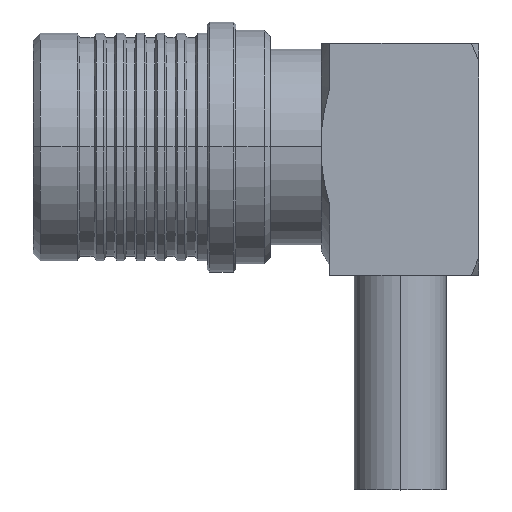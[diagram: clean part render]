
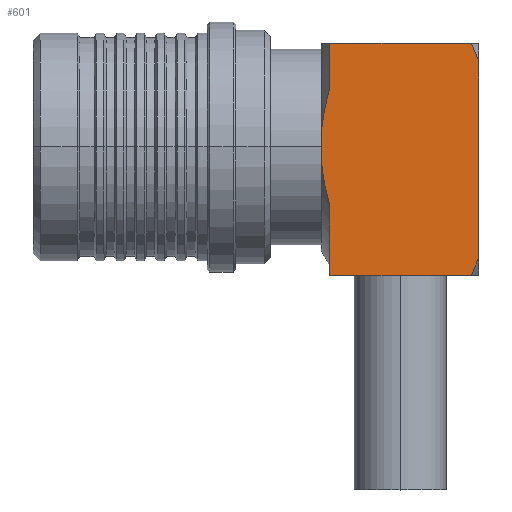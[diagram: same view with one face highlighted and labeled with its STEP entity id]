
A CAD part, top view. The second image highlights one B-rep face of the part: STEP entity #601.
In plain terms, the highlighted planar face has unit normal (0, 0, 1).
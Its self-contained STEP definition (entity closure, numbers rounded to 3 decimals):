
#233 = LINE ( 'NONE', #353, #5803 ) ;
#245 = LINE ( 'NONE', #383, #5812 ) ;
#353 = CARTESIAN_POINT ( 'NONE',  ( 8.7, 4.35, 4.35 ) ) ;
#354 = DIRECTION ( 'NONE',  ( 0., -1., 0. ) ) ;
#355 = CARTESIAN_POINT ( 'NONE',  ( 8.7, -4.657, 4.35 ) ) ;
#356 = CARTESIAN_POINT ( 'NONE',  ( 8.601, -4.907, 4.35 ) ) ;
#357 = CARTESIAN_POINT ( 'NONE',  ( 8.498, -5.154, 4.35 ) ) ;
#358 = CARTESIAN_POINT ( 'NONE',  ( 8.392, -5.4, 4.35 ) ) ;
#383 = CARTESIAN_POINT ( 'NONE',  ( 2.45, 4.35, 4.35 ) ) ;
#384 = DIRECTION ( 'NONE',  ( 0., -1., 0. ) ) ;
#511 = EDGE_LOOP ( 'NONE', ( #1831, #1834, #1835, #1833, #1836, #1838, #1839, #1837, #1840, #1841 ) ) ;
#594 = EDGE_CURVE ( 'NONE', #2416, #2203, #3762, .T. ) ;
#601 = ADVANCED_FACE ( 'NONE', ( #3770 ), #1650, .T. ) ;
#619 = EDGE_CURVE ( 'NONE', #2407, #2219, #702, .T. ) ;
#622 = EDGE_CURVE ( 'NONE', #2400, #2358, #703, .T. ) ;
#632 = EDGE_CURVE ( 'NONE', #2416, #2407, #3797, .T. ) ;
#634 = EDGE_CURVE ( 'NONE', #2203, #2418, #1718, .T. ) ;
#635 = EDGE_CURVE ( 'NONE', #2418, #2400, #3798, .T. ) ;
#702 = B_SPLINE_CURVE_WITH_KNOTS ( 'NONE', 3,
 ( #1110, #1113, #1115, #1122 ),
 .UNSPECIFIED., .F., .F.,
 ( 4, 4 ),
 ( 0.013, 0.014 ),
 .UNSPECIFIED. ) ;
#703 = B_SPLINE_CURVE_WITH_KNOTS ( 'NONE', 3,
 ( #1140, #1143, #1145, #1148 ),
 .UNSPECIFIED., .F., .F.,
 ( 4, 4 ),
 ( 0.006, 0.007 ),
 .UNSPECIFIED. ) ;
#717 = VECTOR ( 'NONE', #1657, 1000. ) ;
#823 = AXIS2_PLACEMENT_3D ( 'NONE', #1681, #1672, #1688 ) ;
#874 = VECTOR ( 'NONE', #1265, 1000. ) ;
#904 = VECTOR ( 'NONE', #1238, 1000. ) ;
#1110 = CARTESIAN_POINT ( 'NONE',  ( 8.392, 4.35, 4.35 ) ) ;
#1113 = CARTESIAN_POINT ( 'NONE',  ( 8.498, 4.104, 4.35 ) ) ;
#1115 = CARTESIAN_POINT ( 'NONE',  ( 8.601, 3.857, 4.35 ) ) ;
#1122 = CARTESIAN_POINT ( 'NONE',  ( 8.7, 3.607, 4.35 ) ) ;
#1140 = CARTESIAN_POINT ( 'NONE',  ( 2.1, -0.661, 4.35 ) ) ;
#1143 = CARTESIAN_POINT ( 'NONE',  ( 2.153, -1.274, 4.35 ) ) ;
#1145 = CARTESIAN_POINT ( 'NONE',  ( 2.281, -1.887, 4.35 ) ) ;
#1148 = CARTESIAN_POINT ( 'NONE',  ( 2.45, -2.478, 4.35 ) ) ;
#1234 = CARTESIAN_POINT ( 'NONE',  ( -19.325, 4.35, 4.35 ) ) ;
#1238 = DIRECTION ( 'NONE',  ( 1., 0., 0. ) ) ;
#1248 = CARTESIAN_POINT ( 'NONE',  ( 2.45, 2.478, 4.35 ) ) ;
#1250 = CARTESIAN_POINT ( 'NONE',  ( 2.366, 2.183, 4.35 ) ) ;
#1252 = CARTESIAN_POINT ( 'NONE',  ( 2.292, 1.884, 4.35 ) ) ;
#1253 = CARTESIAN_POINT ( 'NONE',  ( 2.172, 1.279, 4.35 ) ) ;
#1255 = CARTESIAN_POINT ( 'NONE',  ( 2.127, 0.97, 4.35 ) ) ;
#1263 = CARTESIAN_POINT ( 'NONE',  ( 2.1, 0.661, 4.35 ) ) ;
#1264 = CARTESIAN_POINT ( 'NONE',  ( 2.1, 4.35, 4.35 ) ) ;
#1265 = DIRECTION ( 'NONE',  ( 0., -1., 0. ) ) ;
#1535 = EDGE_CURVE ( 'NONE', #2413, #2295, #3896, .T. ) ;
#1650 = PLANE ( 'NONE',  #823 ) ;
#1657 = DIRECTION ( 'NONE',  ( 0., -1., 0. ) ) ;
#1672 = DIRECTION ( 'NONE',  ( 0., 0., 1. ) ) ;
#1681 = CARTESIAN_POINT ( 'NONE',  ( -19.325, 4.35, 4.35 ) ) ;
#1688 = DIRECTION ( 'NONE',  ( 0., -1., 0. ) ) ;
#1689 = CARTESIAN_POINT ( 'NONE',  ( 2.45, 4.35, 4.35 ) ) ;
#1718 = B_SPLINE_CURVE_WITH_KNOTS ( 'NONE', 3,
 ( #1248, #1250, #1252, #1253, #1255, #1263 ),
 .UNSPECIFIED., .F., .F.,
 ( 4, 2, 4 ),
 ( 0.002, 0.003, 0.004 ),
 .UNSPECIFIED. ) ;
#1789 = B_SPLINE_CURVE_WITH_KNOTS ( 'NONE', 3,
 ( #355, #356, #357, #358 ),
 .UNSPECIFIED., .F., .F.,
 ( 4, 4 ),
 ( 0.023, 0.023 ),
 .UNSPECIFIED. ) ;
#1831 = ORIENTED_EDGE ( 'NONE', *, *, #619, .F. ) ;
#1833 = ORIENTED_EDGE ( 'NONE', *, *, #634, .T. ) ;
#1834 = ORIENTED_EDGE ( 'NONE', *, *, #632, .F. ) ;
#1835 = ORIENTED_EDGE ( 'NONE', *, *, #594, .T. ) ;
#1836 = ORIENTED_EDGE ( 'NONE', *, *, #635, .T. ) ;
#1837 = ORIENTED_EDGE ( 'NONE', *, *, #1535, .T. ) ;
#1838 = ORIENTED_EDGE ( 'NONE', *, *, #622, .T. ) ;
#1839 = ORIENTED_EDGE ( 'NONE', *, *, #4217, .T. ) ;
#1840 = ORIENTED_EDGE ( 'NONE', *, *, #3032, .F. ) ;
#1841 = ORIENTED_EDGE ( 'NONE', *, *, #3031, .F. ) ;
#2203 = VERTEX_POINT ( 'NONE', #4622 ) ;
#2219 = VERTEX_POINT ( 'NONE', #4638 ) ;
#2295 = VERTEX_POINT ( 'NONE', #4714 ) ;
#2358 = VERTEX_POINT ( 'NONE', #4777 ) ;
#2398 = VERTEX_POINT ( 'NONE', #4817 ) ;
#2400 = VERTEX_POINT ( 'NONE', #4819 ) ;
#2407 = VERTEX_POINT ( 'NONE', #4826 ) ;
#2413 = VERTEX_POINT ( 'NONE', #4832 ) ;
#2416 = VERTEX_POINT ( 'NONE', #4835 ) ;
#2418 = VERTEX_POINT ( 'NONE', #4837 ) ;
#3031 = EDGE_CURVE ( 'NONE', #2219, #2398, #233, .T. ) ;
#3032 = EDGE_CURVE ( 'NONE', #2398, #2295, #1789, .T. ) ;
#3762 = LINE ( 'NONE', #1689, #717 ) ;
#3770 = FACE_OUTER_BOUND ( 'NONE', #511, .T. ) ;
#3797 = LINE ( 'NONE', #1234, #904 ) ;
#3798 = LINE ( 'NONE', #1264, #874 ) ;
#3896 = LINE ( 'NONE', #5309, #5843 ) ;
#4217 = EDGE_CURVE ( 'NONE', #2358, #2413, #245, .T. ) ;
#4622 = CARTESIAN_POINT ( 'NONE',  ( 2.45, 2.478, 4.35 ) ) ;
#4638 = CARTESIAN_POINT ( 'NONE',  ( 8.7, 3.607, 4.35 ) ) ;
#4714 = CARTESIAN_POINT ( 'NONE',  ( 8.392, -5.4, 4.35 ) ) ;
#4777 = CARTESIAN_POINT ( 'NONE',  ( 2.45, -2.478, 4.35 ) ) ;
#4817 = CARTESIAN_POINT ( 'NONE',  ( 8.7, -4.657, 4.35 ) ) ;
#4819 = CARTESIAN_POINT ( 'NONE',  ( 2.1, -0.661, 4.35 ) ) ;
#4826 = CARTESIAN_POINT ( 'NONE',  ( 8.392, 4.35, 4.35 ) ) ;
#4832 = CARTESIAN_POINT ( 'NONE',  ( 2.45, -5.4, 4.35 ) ) ;
#4835 = CARTESIAN_POINT ( 'NONE',  ( 2.45, 4.35, 4.35 ) ) ;
#4837 = CARTESIAN_POINT ( 'NONE',  ( 2.1, 0.661, 4.35 ) ) ;
#5309 = CARTESIAN_POINT ( 'NONE',  ( -19.325, -5.4, 4.35 ) ) ;
#5310 = DIRECTION ( 'NONE',  ( 1., 0., 0. ) ) ;
#5803 = VECTOR ( 'NONE', #354, 1000. ) ;
#5812 = VECTOR ( 'NONE', #384, 1000. ) ;
#5843 = VECTOR ( 'NONE', #5310, 1000. ) ;
